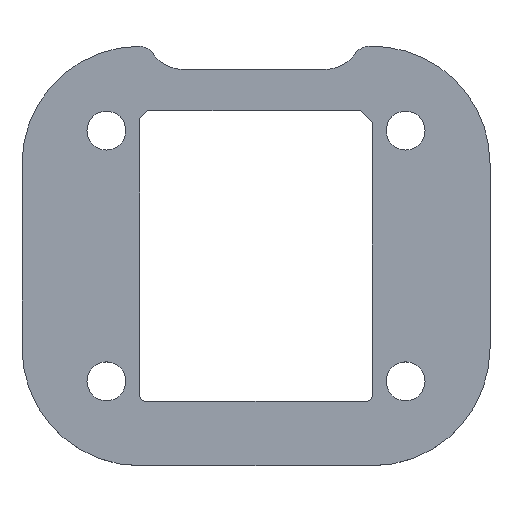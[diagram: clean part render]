
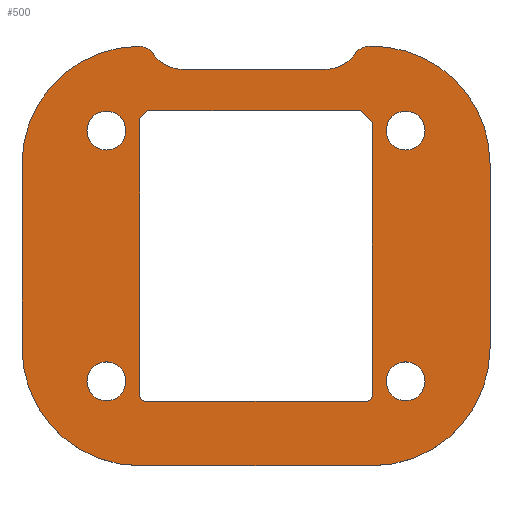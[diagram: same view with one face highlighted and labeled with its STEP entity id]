
A CAD part, top view. The second image highlights one B-rep face of the part: STEP entity #500.
In plain terms, the highlighted planar face has unit normal (0, 0, 1).
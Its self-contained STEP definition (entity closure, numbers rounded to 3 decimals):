
#20=FACE_BOUND('',#112,.T.);
#21=FACE_BOUND('',#113,.T.);
#22=FACE_BOUND('',#114,.T.);
#23=FACE_BOUND('',#115,.T.);
#24=FACE_BOUND('',#116,.T.);
#26=PLANE('',#554);
#38=CIRCLE('',#535,10.);
#50=CIRCLE('',#549,10.);
#51=CIRCLE('',#551,3.17);
#52=CIRCLE('',#553,3.17);
#53=CIRCLE('',#555,10.);
#54=CIRCLE('',#556,10.);
#55=CIRCLE('',#557,1.65);
#56=CIRCLE('',#558,1.65);
#57=CIRCLE('',#559,1.65);
#58=CIRCLE('',#560,1.65);
#59=CIRCLE('',#561,0.5);
#60=CIRCLE('',#562,0.5);
#80=FACE_OUTER_BOUND('',#111,.T.);
#111=EDGE_LOOP('',(#395,#396,#397,#398,#399,#400,#401,#402,#403,#404,#405,
#406));
#112=EDGE_LOOP('',(#407));
#113=EDGE_LOOP('',(#408));
#114=EDGE_LOOP('',(#409));
#115=EDGE_LOOP('',(#410));
#116=EDGE_LOOP('',(#411,#412,#413,#414,#415,#416,#417,#418));
#153=LINE('',#845,#197);
#154=LINE('',#849,#198);
#155=LINE('',#852,#199);
#156=LINE('',#853,#200);
#157=LINE('',#864,#201);
#158=LINE('',#868,#202);
#159=LINE('',#870,#203);
#160=LINE('',#872,#204);
#161=LINE('',#874,#205);
#162=LINE('',#876,#206);
#197=VECTOR('',#645,10.);
#198=VECTOR('',#648,10.);
#199=VECTOR('',#651,10.);
#200=VECTOR('',#652,10.);
#201=VECTOR('',#661,10.);
#202=VECTOR('',#664,10.);
#203=VECTOR('',#665,10.);
#204=VECTOR('',#666,10.);
#205=VECTOR('',#667,10.);
#206=VECTOR('',#668,10.);
#224=B_SPLINE_CURVE_WITH_KNOTS('',3,(#749,#750,#751,#752),.UNSPECIFIED.,
 .F.,.F.,(4,4),(0.,0.145),.UNSPECIFIED.);
#226=B_SPLINE_CURVE_WITH_KNOTS('',3,(#825,#826,#827,#828),.UNSPECIFIED.,
 .F.,.F.,(4,4),(0.,0.139),.UNSPECIFIED.);
#229=VERTEX_POINT('',#746);
#230=VERTEX_POINT('',#748);
#232=VERTEX_POINT('',#757);
#254=VERTEX_POINT('',#823);
#255=VERTEX_POINT('',#824);
#256=VERTEX_POINT('',#832);
#257=VERTEX_POINT('',#836);
#258=VERTEX_POINT('',#840);
#259=VERTEX_POINT('',#844);
#260=VERTEX_POINT('',#846);
#261=VERTEX_POINT('',#848);
#262=VERTEX_POINT('',#850);
#263=VERTEX_POINT('',#854);
#264=VERTEX_POINT('',#856);
#265=VERTEX_POINT('',#858);
#266=VERTEX_POINT('',#860);
#267=VERTEX_POINT('',#862);
#268=VERTEX_POINT('',#863);
#269=VERTEX_POINT('',#865);
#270=VERTEX_POINT('',#867);
#271=VERTEX_POINT('',#869);
#272=VERTEX_POINT('',#871);
#273=VERTEX_POINT('',#873);
#274=VERTEX_POINT('',#875);
#277=EDGE_CURVE('',#229,#230,#224,.T.);
#281=EDGE_CURVE('',#232,#229,#38,.T.);
#304=EDGE_CURVE('',#254,#255,#226,.T.);
#307=EDGE_CURVE('',#255,#256,#50,.T.);
#309=EDGE_CURVE('',#257,#230,#51,.F.);
#312=EDGE_CURVE('',#254,#258,#52,.F.);
#313=EDGE_CURVE('',#232,#259,#153,.T.);
#314=EDGE_CURVE('',#260,#259,#53,.T.);
#315=EDGE_CURVE('',#261,#260,#154,.F.);
#316=EDGE_CURVE('',#262,#261,#54,.T.);
#317=EDGE_CURVE('',#256,#262,#155,.F.);
#318=EDGE_CURVE('',#258,#257,#156,.F.);
#319=EDGE_CURVE('',#263,#263,#55,.T.);
#320=EDGE_CURVE('',#264,#264,#56,.T.);
#321=EDGE_CURVE('',#265,#265,#57,.T.);
#322=EDGE_CURVE('',#266,#266,#58,.T.);
#323=EDGE_CURVE('',#267,#268,#157,.T.);
#324=EDGE_CURVE('',#269,#267,#59,.T.);
#325=EDGE_CURVE('',#270,#269,#158,.T.);
#326=EDGE_CURVE('',#271,#270,#159,.T.);
#327=EDGE_CURVE('',#272,#271,#160,.T.);
#328=EDGE_CURVE('',#273,#272,#161,.T.);
#329=EDGE_CURVE('',#274,#273,#162,.T.);
#330=EDGE_CURVE('',#268,#274,#60,.T.);
#395=ORIENTED_EDGE('',*,*,#277,.F.);
#396=ORIENTED_EDGE('',*,*,#281,.F.);
#397=ORIENTED_EDGE('',*,*,#313,.T.);
#398=ORIENTED_EDGE('',*,*,#314,.F.);
#399=ORIENTED_EDGE('',*,*,#315,.F.);
#400=ORIENTED_EDGE('',*,*,#316,.F.);
#401=ORIENTED_EDGE('',*,*,#317,.F.);
#402=ORIENTED_EDGE('',*,*,#307,.F.);
#403=ORIENTED_EDGE('',*,*,#304,.F.);
#404=ORIENTED_EDGE('',*,*,#312,.T.);
#405=ORIENTED_EDGE('',*,*,#318,.T.);
#406=ORIENTED_EDGE('',*,*,#309,.T.);
#407=ORIENTED_EDGE('',*,*,#319,.T.);
#408=ORIENTED_EDGE('',*,*,#320,.T.);
#409=ORIENTED_EDGE('',*,*,#321,.T.);
#410=ORIENTED_EDGE('',*,*,#322,.T.);
#411=ORIENTED_EDGE('',*,*,#323,.F.);
#412=ORIENTED_EDGE('',*,*,#324,.F.);
#413=ORIENTED_EDGE('',*,*,#325,.F.);
#414=ORIENTED_EDGE('',*,*,#326,.F.);
#415=ORIENTED_EDGE('',*,*,#327,.F.);
#416=ORIENTED_EDGE('',*,*,#328,.F.);
#417=ORIENTED_EDGE('',*,*,#329,.F.);
#418=ORIENTED_EDGE('',*,*,#330,.F.);
#500=ADVANCED_FACE('',(#80,#20,#21,#22,#23,#24),#26,.F.);
#535=AXIS2_PLACEMENT_3D('',#759,#590,#591);
#549=AXIS2_PLACEMENT_3D('',#833,#630,#631);
#551=AXIS2_PLACEMENT_3D('',#837,#635,#636);
#553=AXIS2_PLACEMENT_3D('',#842,#641,#642);
#554=AXIS2_PLACEMENT_3D('',#843,#643,#644);
#555=AXIS2_PLACEMENT_3D('',#847,#646,#647);
#556=AXIS2_PLACEMENT_3D('',#851,#649,#650);
#557=AXIS2_PLACEMENT_3D('',#855,#653,#654);
#558=AXIS2_PLACEMENT_3D('',#857,#655,#656);
#559=AXIS2_PLACEMENT_3D('',#859,#657,#658);
#560=AXIS2_PLACEMENT_3D('',#861,#659,#660);
#561=AXIS2_PLACEMENT_3D('',#866,#662,#663);
#562=AXIS2_PLACEMENT_3D('',#877,#669,#670);
#590=DIRECTION('center_axis',(0.,0.,-1.));
#591=DIRECTION('ref_axis',(-0.707,0.707,0.));
#630=DIRECTION('center_axis',(0.,0.,-1.));
#631=DIRECTION('ref_axis',(0.707,0.707,0.));
#635=DIRECTION('center_axis',(0.,0.,1.));
#636=DIRECTION('ref_axis',(-0.986,-0.167,0.));
#641=DIRECTION('center_axis',(0.,0.,1.));
#642=DIRECTION('ref_axis',(-1.,0.,0.));
#643=DIRECTION('center_axis',(0.,0.,-1.));
#644=DIRECTION('ref_axis',(-1.,0.,0.));
#645=DIRECTION('',(0.,-1.,0.));
#646=DIRECTION('center_axis',(0.,0.,-1.));
#647=DIRECTION('ref_axis',(-0.707,-0.707,0.));
#648=DIRECTION('',(1.,0.,0.));
#649=DIRECTION('center_axis',(0.,0.,-1.));
#650=DIRECTION('ref_axis',(0.707,-0.707,0.));
#651=DIRECTION('',(0.,1.,0.));
#652=DIRECTION('',(1.,0.,0.));
#653=DIRECTION('center_axis',(0.,0.,-1.));
#654=DIRECTION('ref_axis',(1.,0.,0.));
#655=DIRECTION('center_axis',(0.,0.,-1.));
#656=DIRECTION('ref_axis',(1.,0.,0.));
#657=DIRECTION('center_axis',(0.,0.,-1.));
#658=DIRECTION('ref_axis',(1.,0.,0.));
#659=DIRECTION('center_axis',(0.,0.,-1.));
#660=DIRECTION('ref_axis',(1.,0.,0.));
#661=DIRECTION('',(1.,0.,0.));
#662=DIRECTION('center_axis',(0.,0.,1.));
#663=DIRECTION('ref_axis',(-0.707,-0.707,0.));
#664=DIRECTION('',(0.,-1.,0.));
#665=DIRECTION('',(-0.707,-0.707,0.));
#666=DIRECTION('',(-1.,0.,0.));
#667=DIRECTION('',(-0.707,0.707,0.));
#668=DIRECTION('',(0.,1.,0.));
#669=DIRECTION('center_axis',(0.,0.,1.));
#670=DIRECTION('ref_axis',(0.707,-0.707,0.));
#746=CARTESIAN_POINT('',(133.063,57.495,3.));
#748=CARTESIAN_POINT('',(134.303,56.862,3.));
#749=CARTESIAN_POINT('Ctrl Pts',(133.063,57.495,3.));
#750=CARTESIAN_POINT('Ctrl Pts',(133.545,57.5,3.));
#751=CARTESIAN_POINT('Ctrl Pts',(134.024,57.256,3.));
#752=CARTESIAN_POINT('Ctrl Pts',(134.303,56.862,3.));
#757=CARTESIAN_POINT('',(123.166,47.496,3.));
#759=CARTESIAN_POINT('Origin',(133.166,47.496,3.));
#823=CARTESIAN_POINT('',(151.477,56.86,3.));
#824=CARTESIAN_POINT('',(152.658,57.492,3.));
#825=CARTESIAN_POINT('Ctrl Pts',(151.477,56.86,3.));
#826=CARTESIAN_POINT('Ctrl Pts',(151.745,57.238,3.));
#827=CARTESIAN_POINT('Ctrl Pts',(152.196,57.479,3.));
#828=CARTESIAN_POINT('Ctrl Pts',(152.658,57.492,3.));
#832=CARTESIAN_POINT('',(162.941,47.496,3.));
#833=CARTESIAN_POINT('Origin',(152.941,47.496,3.));
#836=CARTESIAN_POINT('',(136.891,55.523,3.));
#837=CARTESIAN_POINT('Origin',(136.891,58.693,3.));
#840=CARTESIAN_POINT('',(148.891,55.523,3.));
#842=CARTESIAN_POINT('Origin',(148.891,58.693,3.));
#843=CARTESIAN_POINT('Origin',(0.016,-0.654,3.));
#844=CARTESIAN_POINT('',(123.166,31.846,3.));
#845=CARTESIAN_POINT('',(123.166,10.596,3.));
#846=CARTESIAN_POINT('',(133.166,21.846,3.));
#847=CARTESIAN_POINT('Origin',(133.166,31.846,3.));
#848=CARTESIAN_POINT('',(152.941,21.846,3.));
#849=CARTESIAN_POINT('',(81.728,21.846,3.));
#850=CARTESIAN_POINT('',(162.941,31.846,3.));
#851=CARTESIAN_POINT('Origin',(152.941,31.846,3.));
#852=CARTESIAN_POINT('',(162.941,28.671,3.));
#853=CARTESIAN_POINT('',(74.453,55.523,3.));
#854=CARTESIAN_POINT('',(128.688,50.324,3.));
#855=CARTESIAN_POINT('Origin',(130.338,50.324,3.));
#856=CARTESIAN_POINT('',(128.688,29.018,3.));
#857=CARTESIAN_POINT('Origin',(130.338,29.018,3.));
#858=CARTESIAN_POINT('',(154.119,29.018,3.));
#859=CARTESIAN_POINT('Origin',(155.769,29.018,3.));
#860=CARTESIAN_POINT('',(154.119,50.324,3.));
#861=CARTESIAN_POINT('Origin',(155.769,50.324,3.));
#862=CARTESIAN_POINT('',(133.666,27.321,3.));
#863=CARTESIAN_POINT('',(152.441,27.321,3.));
#864=CARTESIAN_POINT('',(66.591,27.321,3.));
#865=CARTESIAN_POINT('',(133.166,27.821,3.));
#866=CARTESIAN_POINT('Origin',(133.666,27.821,3.));
#867=CARTESIAN_POINT('',(133.166,51.324,3.));
#868=CARTESIAN_POINT('',(133.166,25.335,3.));
#869=CARTESIAN_POINT('',(133.863,52.021,3.));
#870=CARTESIAN_POINT('',(87.232,5.39,3.));
#871=CARTESIAN_POINT('',(151.918,52.021,3.));
#872=CARTESIAN_POINT('',(149.391,52.021,3.));
#873=CARTESIAN_POINT('',(152.941,50.999,3.));
#874=CARTESIAN_POINT('',(127.623,76.317,3.));
#875=CARTESIAN_POINT('',(152.941,27.821,3.));
#876=CARTESIAN_POINT('',(152.941,13.334,3.));
#877=CARTESIAN_POINT('Origin',(152.441,27.821,3.));
